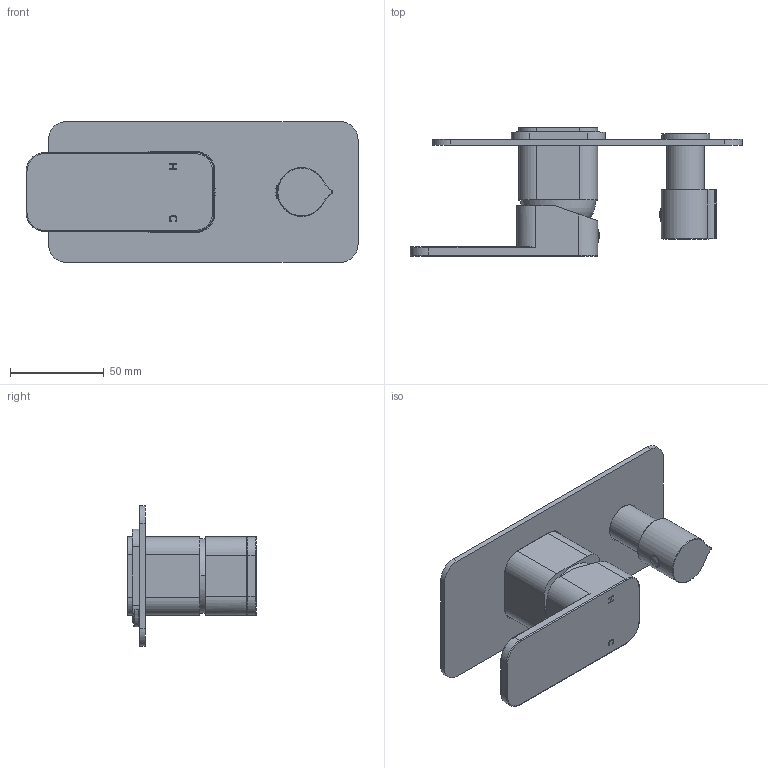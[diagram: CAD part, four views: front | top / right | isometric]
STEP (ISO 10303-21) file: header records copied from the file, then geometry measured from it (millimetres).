
FILE_DESCRIPTION((''),'2;1');
FILE_NAME('1E7009CP_ASM_ASM','2023-06-17T',('Administrator'),(''),'PRO/ENGINEER BY PARAMETRIC TECHNOLOGY CORPORATION, 2010280','PRO/ENGINEER BY PARAMETRIC TECHNOLOGY CORPORATION, 2010280','');
FILE_SCHEMA(('CONFIG_CONTROL_DESIGN'));
Length unit declared in the file: millimetre
Products named in the file (12): 2E7016-32CP-111_11; 2E7009-21CP_12; 3LS1001NT_3; 3ZS1006NT_3; 2E7006-31CP_17; 3ZS1004_2; 2A1018-21CP_18; 2E7009-31CP_14; 2E7006-33NT_4; 3OR1038NT_4; 1E7009CP_ASM_12_ASM; 1E7009CP_ASM_ASM
Assembly tree (13 placements, depth 3):
  1E7009CP_ASM_ASM
    1E7009CP_ASM_12_ASM
      2E7016-32CP-111_11
      2E7009-21CP_12
      3LS1001NT_3  x2
      3ZS1006NT_3  x2
      2E7006-31CP_17
      3ZS1004_2
      2A1018-21CP_18
      2E7009-31CP_14
      2E7006-33NT_4
      3OR1038NT_4
Bounding box: 177 x 68.5 x 75 mm (x, y, z)
Volume: 78743.4 mm3; surface area: 72165.8 mm2
Topology: 12 solids, 12 shells, 579 faces, 1535 edges, 994 vertices
Faces by surface type: plane 220, cylinder 214, cone 48, bspline 47, torus 46, sphere 4
Entity records: 23507 total; most frequent: CARTESIAN_POINT 10240, ORIENTED_EDGE 2814, DIRECTION 2627, EDGE_CURVE 1407, AXIS2_PLACEMENT_3D 975, VERTEX_POINT 910, VECTOR 677, LINE 677
